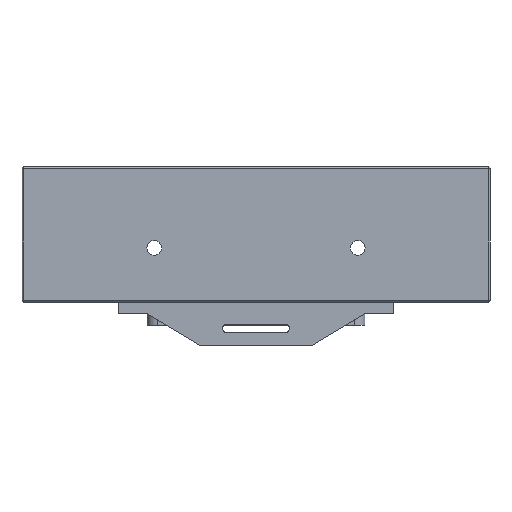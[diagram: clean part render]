
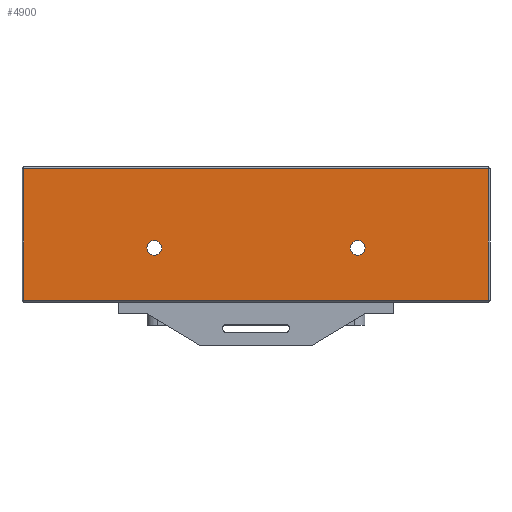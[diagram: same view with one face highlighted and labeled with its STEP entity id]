
A CAD part, front view. The second image highlights one B-rep face of the part: STEP entity #4900.
In plain terms, the highlighted planar face has unit normal (0, -1, 0).
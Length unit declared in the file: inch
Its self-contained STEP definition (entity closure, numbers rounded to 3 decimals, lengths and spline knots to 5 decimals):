
#4213 = EDGE_CURVE ( 'NONE', #4214, #4215, #14547, .T. ) ;
#4214 = VERTEX_POINT ( 'NONE', #14600 ) ;
#4215 = VERTEX_POINT ( 'NONE', #14599 ) ;
#4232 = EDGE_CURVE ( 'NONE', #4233, #4234, #14651, .T. ) ;
#4233 = VERTEX_POINT ( 'NONE', #14642 ) ;
#4234 = VERTEX_POINT ( 'NONE', #14641 ) ;
#4755 = EDGE_CURVE ( 'NONE', #4215, #4214, #16230, .T. ) ;
#4821 = EDGE_CURVE ( 'NONE', #4234, #4233, #16424, .T. ) ;
#4829 = VERTEX_POINT ( 'NONE', #16470 ) ;
#4830 = VERTEX_POINT ( 'NONE', #16469 ) ;
#4831 = ORIENTED_EDGE ( 'NONE', *, *, #4832, .T. ) ;
#4832 = EDGE_CURVE ( 'NONE', #4829, #4839, #16468, .T. ) ;
#4838 = EDGE_CURVE ( 'NONE', #4839, #4840, #16517, .T. ) ;
#4839 = VERTEX_POINT ( 'NONE', #16513 ) ;
#4840 = VERTEX_POINT ( 'NONE', #16512 ) ;
#4846 = EDGE_LOOP ( 'NONE', ( #4901, #4902 ) ) ;
#4887 = ORIENTED_EDGE ( 'NONE', *, *, #4838, .T. ) ;
#4888 = ORIENTED_EDGE ( 'NONE', *, *, #4889, .T. ) ;
#4889 = EDGE_CURVE ( 'NONE', #4840, #4830, #16612, .T. ) ;
#4900 = ADVANCED_FACE ( 'NONE', ( #16587, #16586, #16585 ), #16583, .T. ) ;
#4901 = ORIENTED_EDGE ( 'NONE', *, *, #4755, .T. ) ;
#4902 = ORIENTED_EDGE ( 'NONE', *, *, #4213, .T. ) ;
#4903 = EDGE_LOOP ( 'NONE', ( #4904, #4905 ) ) ;
#4904 = ORIENTED_EDGE ( 'NONE', *, *, #4821, .T. ) ;
#4905 = ORIENTED_EDGE ( 'NONE', *, *, #4232, .T. ) ;
#4906 = EDGE_LOOP ( 'NONE', ( #4907, #4831, #4887, #4888 ) ) ;
#4907 = ORIENTED_EDGE ( 'NONE', *, *, #4908, .F. ) ;
#4908 = EDGE_CURVE ( 'NONE', #4829, #4830, #16642, .T. ) ;
#14547 = CIRCLE ( 'NONE', #14604, 0.085 ) ;
#14599 = CARTESIAN_POINT ( 'NONE',  ( 1.18, 0., -0.855 ) ) ;
#14600 = CARTESIAN_POINT ( 'NONE',  ( 1.18, 0., -1.025 ) ) ;
#14601 = DIRECTION ( 'NONE',  ( 0., 0., 1. ) ) ;
#14602 = DIRECTION ( 'NONE',  ( 0., 1., 0. ) ) ;
#14603 = CARTESIAN_POINT ( 'NONE',  ( 1.18, 0., -0.94 ) ) ;
#14604 = AXIS2_PLACEMENT_3D ( 'NONE', #14603, #14602, #14601 ) ;
#14641 = CARTESIAN_POINT ( 'NONE',  ( -1.18, 0., -0.855 ) ) ;
#14642 = CARTESIAN_POINT ( 'NONE',  ( -1.18, 0., -1.025 ) ) ;
#14643 = DIRECTION ( 'NONE',  ( 0., 0., 1. ) ) ;
#14644 = DIRECTION ( 'NONE',  ( 0., 1., 0. ) ) ;
#14645 = CARTESIAN_POINT ( 'NONE',  ( -1.18, 0., -0.94 ) ) ;
#14646 = AXIS2_PLACEMENT_3D ( 'NONE', #14645, #14644, #14643 ) ;
#14651 = CIRCLE ( 'NONE', #14646, 0.085 ) ;
#16221 = DIRECTION ( 'NONE',  ( 0., 0., 1. ) ) ;
#16222 = DIRECTION ( 'NONE',  ( 0., 1., 0. ) ) ;
#16224 = CARTESIAN_POINT ( 'NONE',  ( 1.18, 0., -0.94 ) ) ;
#16225 = AXIS2_PLACEMENT_3D ( 'NONE', #16224, #16222, #16221 ) ;
#16230 = CIRCLE ( 'NONE', #16225, 0.085 ) ;
#16424 = CIRCLE ( 'NONE', #16489, 0.085 ) ;
#16465 = DIRECTION ( 'NONE',  ( 1., 0., 0. ) ) ;
#16466 = VECTOR ( 'NONE', #16465, 39.37008 ) ;
#16467 = CARTESIAN_POINT ( 'NONE',  ( 2.695, 0., -1.55 ) ) ;
#16468 = LINE ( 'NONE', #16467, #16466 ) ;
#16469 = CARTESIAN_POINT ( 'NONE',  ( -2.695, 0., -0.02 ) ) ;
#16470 = CARTESIAN_POINT ( 'NONE',  ( -2.695, 0., -1.55 ) ) ;
#16486 = DIRECTION ( 'NONE',  ( 0., 0., 1. ) ) ;
#16487 = DIRECTION ( 'NONE',  ( 0., 1., 0. ) ) ;
#16488 = CARTESIAN_POINT ( 'NONE',  ( -1.18, 0., -0.94 ) ) ;
#16489 = AXIS2_PLACEMENT_3D ( 'NONE', #16488, #16487, #16486 ) ;
#16512 = CARTESIAN_POINT ( 'NONE',  ( 2.695, 0., -0.02 ) ) ;
#16513 = CARTESIAN_POINT ( 'NONE',  ( 2.695, 0., -1.55 ) ) ;
#16514 = DIRECTION ( 'NONE',  ( 0., 0., 1. ) ) ;
#16515 = VECTOR ( 'NONE', #16514, 39.37008 ) ;
#16516 = CARTESIAN_POINT ( 'NONE',  ( 2.695, 0., -1.57 ) ) ;
#16517 = LINE ( 'NONE', #16516, #16515 ) ;
#16583 = PLANE ( 'NONE',  #16584 ) ;
#16584 = AXIS2_PLACEMENT_3D ( 'NONE', #16645, #16644, #16643 ) ;
#16585 = FACE_OUTER_BOUND ( 'NONE', #4906, .T. ) ;
#16586 = FACE_BOUND ( 'NONE', #4903, .T. ) ;
#16587 = FACE_BOUND ( 'NONE', #4846, .T. ) ;
#16609 = DIRECTION ( 'NONE',  ( -1., 0., 0. ) ) ;
#16610 = VECTOR ( 'NONE', #16609, 39.37008 ) ;
#16611 = CARTESIAN_POINT ( 'NONE',  ( -2.695, 0., -0.02 ) ) ;
#16612 = LINE ( 'NONE', #16611, #16610 ) ;
#16639 = DIRECTION ( 'NONE',  ( 0., 0., 1. ) ) ;
#16640 = VECTOR ( 'NONE', #16639, 39.37008 ) ;
#16641 = CARTESIAN_POINT ( 'NONE',  ( -2.695, 0., -1.57 ) ) ;
#16642 = LINE ( 'NONE', #16641, #16640 ) ;
#16643 = DIRECTION ( 'NONE',  ( 0., 0., -1. ) ) ;
#16644 = DIRECTION ( 'NONE',  ( 0., -1., 0. ) ) ;
#16645 = CARTESIAN_POINT ( 'NONE',  ( -2.695, 0., -1.57 ) ) ;
